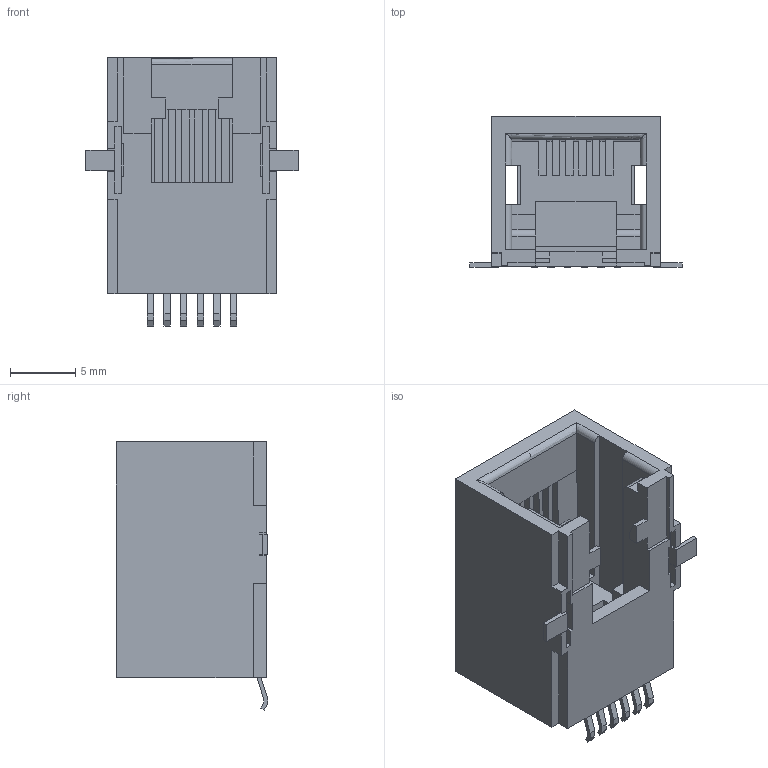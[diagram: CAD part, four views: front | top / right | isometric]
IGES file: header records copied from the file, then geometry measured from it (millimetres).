
Start section:  PTC IGES file: DGKYD0021166IWA8SB4008.igs
Global section: file name: DGKYD0021166IWA8SB4008.igs; native system: Creo Parametric by PTC Inc.; preprocessor: 2018400; author: Administrator; organization: Unknown; date: 20220309.102630; units: millimetre
Bounding box: 16.3 x 11.6 x 20.6 mm (x, y, z)
Surface area: 2337.6 mm2 (no closed solid volume)
Topology: 0 solids, 0 shells, 309 faces, 1828 edges, 1828 vertices
Faces by surface type: bspline 290, revolution 19
